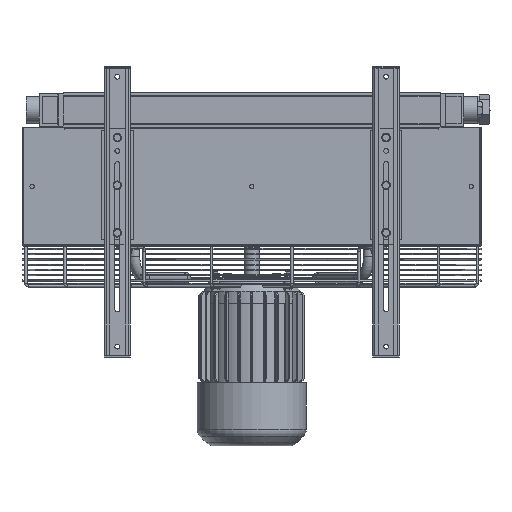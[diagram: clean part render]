
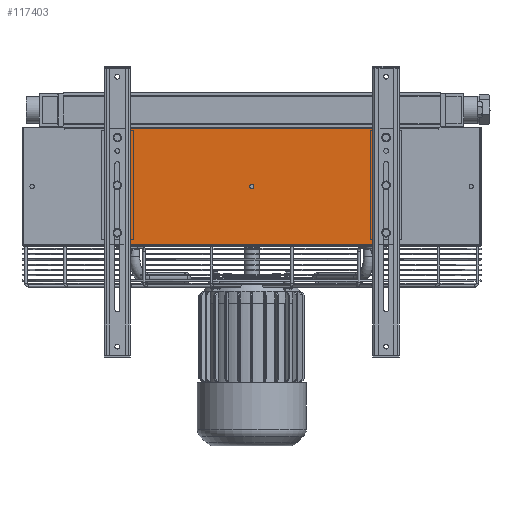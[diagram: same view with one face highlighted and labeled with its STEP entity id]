
A CAD part, left-side view. The second image highlights one B-rep face of the part: STEP entity #117403.
In plain terms, the highlighted free-form (B-spline) face has degree [1, 1] with [2, 2] control points.
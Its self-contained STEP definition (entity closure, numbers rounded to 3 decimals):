
#91694=CARTESIAN_POINT('',(-450.749,-232.299,-296.15));
#91695=VERTEX_POINT('',#91694);
#91953=CARTESIAN_POINT('',(-450.749,-232.299,-77.15));
#91954=VERTEX_POINT('',#91953);
#91961=CARTESIAN_POINT('',(-450.749,-232.299,-296.15));
#91962=DIRECTION('',(0.0,0.0,1.0));
#91963=VECTOR('',#91962,219.);
#91964=LINE('',#91961,#91963);
#91965=EDGE_CURVE('',#91695,#91954,#91964,.T.);
#109262=CARTESIAN_POINT('',(-450.637,233.701,-77.15));
#109263=VERTEX_POINT('',#109262);
#109270=CARTESIAN_POINT('',(-450.749,-232.299,-77.15));
#109271=DIRECTION('',(0.,1.,0.));
#109272=VECTOR('',#109271,466.);
#109273=LINE('',#109270,#109272);
#109274=EDGE_CURVE('',#91954,#109263,#109273,.T.);
#110837=CARTESIAN_POINT('',(-450.637,233.701,-296.15));
#110838=VERTEX_POINT('',#110837);
#110839=CARTESIAN_POINT('',(-450.749,-232.299,-296.15));
#110840=DIRECTION('',(0.,1.,0.));
#110841=VECTOR('',#110840,466.);
#110842=LINE('',#110839,#110841);
#110843=EDGE_CURVE('',#91695,#110838,#110842,.T.);
#111731=CARTESIAN_POINT('',(-450.694,-3.299,-186.65));
#111732=VERTEX_POINT('',#111731);
#111733=CARTESIAN_POINT('',(-450.693,0.701,-186.65));
#111734=DIRECTION('',(1.,0.,0.));
#111735=DIRECTION('',(0.,-1.,0.));
#111736=AXIS2_PLACEMENT_3D('',#111733,#111734,#111735);
#111737=CIRCLE('',#111736,4.0);
#111738=EDGE_CURVE('',#111732,#111732,#111737,.T.);
#117384=CARTESIAN_POINT('',(-450.749,-232.299,-296.15));
#117385=CARTESIAN_POINT('',(-450.749,-232.299,-77.15));
#117386=CARTESIAN_POINT('',(-450.637,233.701,-296.15));
#117387=CARTESIAN_POINT('',(-450.637,233.701,-77.15));
#117388=B_SPLINE_SURFACE_WITH_KNOTS('',1,1,((#117384,#117386),(#117385,#117387)),.UNSPECIFIED.,.F.,.F.,.U.,(2,2),(2,2),(0.0,219.),(0.0,466.),.UNSPECIFIED.);
#117389=CARTESIAN_POINT('',(-450.637,233.701,-77.15));
#117390=DIRECTION('',(0.0,0.0,-1.0));
#117391=VECTOR('',#117390,219.0);
#117392=LINE('',#117389,#117391);
#117393=EDGE_CURVE('',#109263,#110838,#117392,.T.);
#117394=ORIENTED_EDGE('',*,*,#117393,.T.);
#117395=ORIENTED_EDGE('',*,*,#110843,.F.);
#117396=ORIENTED_EDGE('',*,*,#91965,.T.);
#117397=ORIENTED_EDGE('',*,*,#109274,.T.);
#117398=EDGE_LOOP('',(#117394,#117395,#117396,#117397));
#117399=FACE_OUTER_BOUND('',#117398,.T.);
#117400=ORIENTED_EDGE('',*,*,#111738,.T.);
#117401=EDGE_LOOP('',(#117400));
#117402=FACE_BOUND('',#117401,.T.);
#117403=ADVANCED_FACE('',(#117399,#117402),#117388,.T.);
